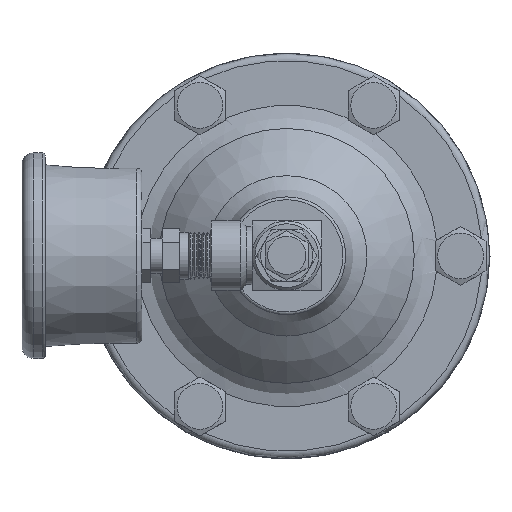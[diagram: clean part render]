
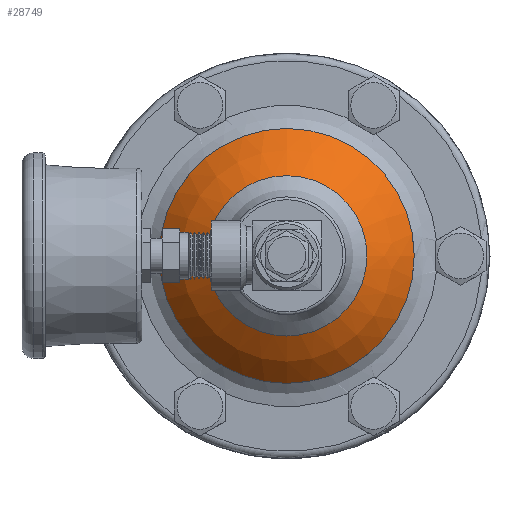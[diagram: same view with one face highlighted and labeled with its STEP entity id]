
A CAD part, top view. The second image highlights one B-rep face of the part: STEP entity #28749.
In plain terms, the highlighted spherical face has radius 35.56 mm.
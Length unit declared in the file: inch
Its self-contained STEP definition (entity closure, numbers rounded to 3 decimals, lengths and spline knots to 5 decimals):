
#23668=CARTESIAN_POINT('',(-9.74456,-16.89205,2.33852));
#23669=VERTEX_POINT('',#23668);
#23670=CARTESIAN_POINT('',(-10.84466,-16.89205,2.33852));
#23671=DIRECTION('',(0.0,0.0,1.0));
#23672=DIRECTION('',(-1.0,0.0,0.0));
#23673=AXIS2_PLACEMENT_3D('',#23670,#23671,#23672);
#23674=CIRCLE('',#23673,1.1001);
#23675=EDGE_CURVE('',#23669,#23669,#23674,.T.);
#24025=CARTESIAN_POINT('',(-11.53679,-16.89205,2.68956));
#24026=VERTEX_POINT('',#24025);
#24027=CARTESIAN_POINT('',(-10.84466,-16.89205,2.68956));
#24028=DIRECTION('',(0.0,0.0,1.0));
#24029=DIRECTION('',(-1.0,0.0,0.0));
#24030=AXIS2_PLACEMENT_3D('',#24027,#24028,#24029);
#24031=CIRCLE('',#24030,0.69213);
#24032=EDGE_CURVE('',#24026,#24026,#24031,.T.);
#28738=CARTESIAN_POINT('',(-10.84466,-16.89205,1.47262));
#28739=DIRECTION('',(0.0,0.0,1.0));
#28740=DIRECTION('',(1.0,0.0,0.0));
#28741=AXIS2_PLACEMENT_3D('',#28738,#28739,#28740);
#28742=SPHERICAL_SURFACE('',#28741,1.4);
#28743=ORIENTED_EDGE('',*,*,#23675,.T.);
#28744=EDGE_LOOP('',(#28743));
#28745=FACE_OUTER_BOUND('',#28744,.T.);
#28746=ORIENTED_EDGE('',*,*,#24032,.F.);
#28747=EDGE_LOOP('',(#28746));
#28748=FACE_BOUND('',#28747,.T.);
#28749=ADVANCED_FACE('',(#28745,#28748),#28742,.T.);
